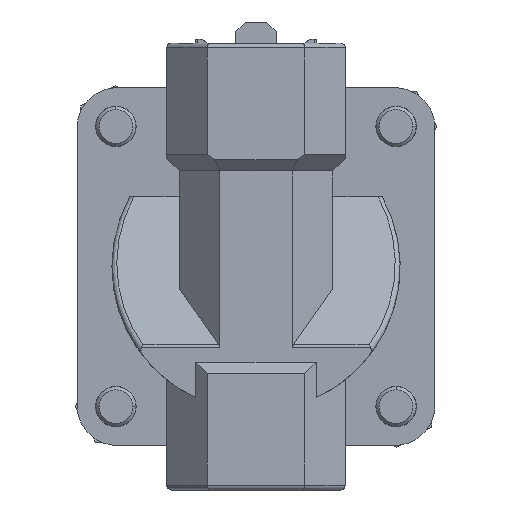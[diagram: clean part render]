
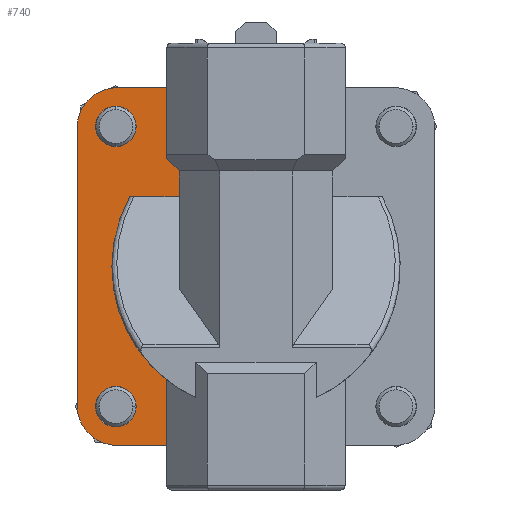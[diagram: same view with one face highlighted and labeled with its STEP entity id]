
A CAD part, front view. The second image highlights one B-rep face of the part: STEP entity #740.
In plain terms, the highlighted planar face has unit normal (0, -1, 0).
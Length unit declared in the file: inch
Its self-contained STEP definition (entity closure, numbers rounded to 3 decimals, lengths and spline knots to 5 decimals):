
#31 = DIRECTION ( 'NONE',  ( -1., 0., 0. ) ) ;
#39 = AXIS2_PLACEMENT_3D ( 'NONE', #3417, #9528, #4286 ) ;
#67 = VERTEX_POINT ( 'NONE', #503 ) ;
#73 = LINE ( 'NONE', #3136, #2391 ) ;
#269 = DIRECTION ( 'NONE',  ( 1., 0., 0. ) ) ;
#301 = AXIS2_PLACEMENT_3D ( 'NONE', #9373, #4121, #10244 ) ;
#414 = EDGE_CURVE ( 'NONE', #4438, #8998, #853, .T. ) ;
#422 = DIRECTION ( 'NONE',  ( -1., 0., 0. ) ) ;
#424 = CIRCLE ( 'NONE', #781, 0.89 ) ;
#428 = EDGE_CURVE ( 'NONE', #5917, #5128, #3438, .T. ) ;
#478 = ORIENTED_EDGE ( 'NONE', *, *, #2124, .T. ) ;
#503 = CARTESIAN_POINT ( 'NONE',  ( -0.855, 0.394, 1.105 ) ) ;
#733 = CARTESIAN_POINT ( 'NONE',  ( -0.475, 0.394, 0.59 ) ) ;
#740 = ADVANCED_FACE ( 'NONE', ( #2757, #11220, #6847 ), #1300, .F. ) ;
#781 = AXIS2_PLACEMENT_3D ( 'NONE', #3231, #9340, #4094 ) ;
#817 = VECTOR ( 'NONE', #6041, 39.37008 ) ;
#844 = DIRECTION ( 'NONE',  ( 0., 1., 0. ) ) ;
#853 = LINE ( 'NONE', #7837, #7279 ) ;
#1099 = ORIENTED_EDGE ( 'NONE', *, *, #1671, .F. ) ;
#1300 = PLANE ( 'NONE',  #6338 ) ;
#1459 = CARTESIAN_POINT ( 'NONE',  ( -0.551, 0.394, 1.38 ) ) ;
#1483 = EDGE_CURVE ( 'NONE', #4438, #5014, #8208, .T. ) ;
#1487 = CARTESIAN_POINT ( 'NONE',  ( -1.105, 0.394, -0.855 ) ) ;
#1632 = ORIENTED_EDGE ( 'NONE', *, *, #9840, .T. ) ;
#1671 = EDGE_CURVE ( 'NONE', #4849, #8998, #424, .T. ) ;
#1724 = EDGE_CURVE ( 'NONE', #5128, #3794, #8601, .T. ) ;
#1743 = ORIENTED_EDGE ( 'NONE', *, *, #7959, .T. ) ;
#1750 = AXIS2_PLACEMENT_3D ( 'NONE', #8834, #3595, #9718 ) ;
#1783 = VERTEX_POINT ( 'NONE', #4203 ) ;
#1856 = CARTESIAN_POINT ( 'NONE',  ( -0.77923, 0.394, 0.43 ) ) ;
#2001 = CARTESIAN_POINT ( 'NONE',  ( -0.855, 0.394, -1.105 ) ) ;
#2124 = EDGE_CURVE ( 'NONE', #1783, #2241, #9418, .T. ) ;
#2159 = CARTESIAN_POINT ( 'NONE',  ( -0.575, 0.394, 0.69 ) ) ;
#2241 = VERTEX_POINT ( 'NONE', #10309 ) ;
#2353 = EDGE_CURVE ( 'NONE', #9010, #11258, #4489, .T. ) ;
#2391 = VECTOR ( 'NONE', #10971, 39.37008 ) ;
#2429 = ORIENTED_EDGE ( 'NONE', *, *, #10326, .T. ) ;
#2464 = EDGE_CURVE ( 'NONE', #3794, #1783, #3143, .T. ) ;
#2567 = ORIENTED_EDGE ( 'NONE', *, *, #8903, .T. ) ;
#2578 = VECTOR ( 'NONE', #269, 39.37008 ) ;
#2667 = CARTESIAN_POINT ( 'NONE',  ( -1.105, 0.394, 0.855 ) ) ;
#2757 = FACE_BOUND ( 'NONE', #9066, .T. ) ;
#3136 = CARTESIAN_POINT ( 'NONE',  ( -1.105, 0.394, 1.105 ) ) ;
#3143 = LINE ( 'NONE', #2159, #817 ) ;
#3171 = ORIENTED_EDGE ( 'NONE', *, *, #428, .T. ) ;
#3175 = VECTOR ( 'NONE', #6991, 39.37008 ) ;
#3218 = DIRECTION ( 'NONE',  ( 0., 0., 1. ) ) ;
#3231 = CARTESIAN_POINT ( 'NONE',  ( 0., 0.394, 0. ) ) ;
#3301 = DIRECTION ( 'NONE',  ( 0., 0., 1. ) ) ;
#3320 = AXIS2_PLACEMENT_3D ( 'NONE', #6072, #844, #6940 ) ;
#3417 = CARTESIAN_POINT ( 'NONE',  ( -0.865, 0.394, 0.865 ) ) ;
#3438 = LINE ( 'NONE', #10462, #3175 ) ;
#3471 = DIRECTION ( 'NONE',  ( 0., 0., 1. ) ) ;
#3496 = CARTESIAN_POINT ( 'NONE',  ( -0.89, 0.394, 0. ) ) ;
#3572 = CARTESIAN_POINT ( 'NONE',  ( -0.551, 0.394, -1.105 ) ) ;
#3595 = DIRECTION ( 'NONE',  ( 0., -1., 0. ) ) ;
#3668 = ORIENTED_EDGE ( 'NONE', *, *, #5281, .F. ) ;
#3757 = CIRCLE ( 'NONE', #8631, 0.125 ) ;
#3794 = VERTEX_POINT ( 'NONE', #733 ) ;
#4017 = EDGE_CURVE ( 'NONE', #67, #2241, #7524, .T. ) ;
#4051 = DIRECTION ( 'NONE',  ( 0., 1., 0. ) ) ;
#4094 = DIRECTION ( 'NONE',  ( 1., 0., 0. ) ) ;
#4121 = DIRECTION ( 'NONE',  ( 0., -1., 0. ) ) ;
#4165 = CARTESIAN_POINT ( 'NONE',  ( -0.551, 0.394, -0.69893 ) ) ;
#4203 = CARTESIAN_POINT ( 'NONE',  ( -0.551, 0.394, 0.666 ) ) ;
#4286 = DIRECTION ( 'NONE',  ( -1., 0., 0. ) ) ;
#4438 = VERTEX_POINT ( 'NONE', #3572 ) ;
#4489 = CIRCLE ( 'NONE', #3320, 0.125 ) ;
#4533 = CIRCLE ( 'NONE', #39, 0.125 ) ;
#4849 = VERTEX_POINT ( 'NONE', #3496 ) ;
#4959 = AXIS2_PLACEMENT_3D ( 'NONE', #5184, #11300, #6079 ) ;
#5014 = VERTEX_POINT ( 'NONE', #2001 ) ;
#5128 = VERTEX_POINT ( 'NONE', #9140 ) ;
#5184 = CARTESIAN_POINT ( 'NONE',  ( -0.855, 0.394, 0.855 ) ) ;
#5281 = EDGE_CURVE ( 'NONE', #5917, #4849, #6673, .T. ) ;
#5295 = CARTESIAN_POINT ( 'NONE',  ( -0.99, 0.394, -0.865 ) ) ;
#5345 = ORIENTED_EDGE ( 'NONE', *, *, #2464, .T. ) ;
#5347 = EDGE_CURVE ( 'NONE', #67, #11254, #9686, .T. ) ;
#5642 = DIRECTION ( 'NONE',  ( 0., 1., 0. ) ) ;
#5649 = CARTESIAN_POINT ( 'NONE',  ( 0., 0.394, 0. ) ) ;
#5882 = VECTOR ( 'NONE', #31, 39.37008 ) ;
#5917 = VERTEX_POINT ( 'NONE', #1856 ) ;
#6041 = DIRECTION ( 'NONE',  ( -0.707, 0., 0.707 ) ) ;
#6072 = CARTESIAN_POINT ( 'NONE',  ( -0.865, 0.394, -0.865 ) ) ;
#6079 = DIRECTION ( 'NONE',  ( -1., 0., 0. ) ) ;
#6286 = VECTOR ( 'NONE', #3301, 39.37008 ) ;
#6338 = AXIS2_PLACEMENT_3D ( 'NONE', #5649, #9999, #7415 ) ;
#6377 = EDGE_LOOP ( 'NONE', ( #1632, #10419 ) ) ;
#6378 = CARTESIAN_POINT ( 'NONE',  ( 1.105, 0.394, 1.105 ) ) ;
#6542 = CARTESIAN_POINT ( 'NONE',  ( -0.74, 0.394, 0.865 ) ) ;
#6673 = CIRCLE ( 'NONE', #301, 0.89 ) ;
#6774 = CARTESIAN_POINT ( 'NONE',  ( -0.475, 0.394, 0.69 ) ) ;
#6847 = FACE_OUTER_BOUND ( 'NONE', #11324, .T. ) ;
#6940 = DIRECTION ( 'NONE',  ( -1., 0., 0. ) ) ;
#6991 = DIRECTION ( 'NONE',  ( 1., 0., 0. ) ) ;
#7010 = CARTESIAN_POINT ( 'NONE',  ( 1.105, 0.394, -1.105 ) ) ;
#7263 = EDGE_CURVE ( 'NONE', #9477, #11254, #73, .T. ) ;
#7279 = VECTOR ( 'NONE', #3471, 39.37008 ) ;
#7415 = DIRECTION ( 'NONE',  ( -1., 0., 0. ) ) ;
#7524 = LINE ( 'NONE', #6378, #2578 ) ;
#7597 = CIRCLE ( 'NONE', #1750, 0.25 ) ;
#7837 = CARTESIAN_POINT ( 'NONE',  ( -0.551, 0.394, 1.38 ) ) ;
#7917 = ORIENTED_EDGE ( 'NONE', *, *, #1483, .F. ) ;
#7959 = EDGE_CURVE ( 'NONE', #9300, #8839, #4533, .T. ) ;
#8208 = LINE ( 'NONE', #7010, #5882 ) ;
#8515 = CIRCLE ( 'NONE', #11255, 0.125 ) ;
#8564 = CARTESIAN_POINT ( 'NONE',  ( -0.74, 0.394, -0.865 ) ) ;
#8601 = LINE ( 'NONE', #6774, #6286 ) ;
#8631 = AXIS2_PLACEMENT_3D ( 'NONE', #10881, #5642, #422 ) ;
#8720 = ORIENTED_EDGE ( 'NONE', *, *, #414, .T. ) ;
#8800 = ORIENTED_EDGE ( 'NONE', *, *, #5347, .T. ) ;
#8834 = CARTESIAN_POINT ( 'NONE',  ( -0.855, 0.394, -0.855 ) ) ;
#8839 = VERTEX_POINT ( 'NONE', #6542 ) ;
#8903 = EDGE_CURVE ( 'NONE', #8839, #9300, #8515, .T. ) ;
#8998 = VERTEX_POINT ( 'NONE', #4165 ) ;
#9010 = VERTEX_POINT ( 'NONE', #8564 ) ;
#9066 = EDGE_LOOP ( 'NONE', ( #1743, #2567 ) ) ;
#9140 = CARTESIAN_POINT ( 'NONE',  ( -0.475, 0.394, 0.43 ) ) ;
#9298 = CARTESIAN_POINT ( 'NONE',  ( -0.865, 0.394, 0.865 ) ) ;
#9300 = VERTEX_POINT ( 'NONE', #9966 ) ;
#9340 = DIRECTION ( 'NONE',  ( 0., -1., 0. ) ) ;
#9373 = CARTESIAN_POINT ( 'NONE',  ( 0., 0.394, 0. ) ) ;
#9418 = LINE ( 'NONE', #1459, #10638 ) ;
#9477 = VERTEX_POINT ( 'NONE', #1487 ) ;
#9528 = DIRECTION ( 'NONE',  ( 0., 1., 0. ) ) ;
#9686 = CIRCLE ( 'NONE', #4959, 0.25 ) ;
#9718 = DIRECTION ( 'NONE',  ( -1., 0., 0. ) ) ;
#9840 = EDGE_CURVE ( 'NONE', #11258, #9010, #3757, .T. ) ;
#9966 = CARTESIAN_POINT ( 'NONE',  ( -0.99, 0.394, 0.865 ) ) ;
#9999 = DIRECTION ( 'NONE',  ( 0., 1., 0. ) ) ;
#10064 = ORIENTED_EDGE ( 'NONE', *, *, #4017, .F. ) ;
#10173 = DIRECTION ( 'NONE',  ( -1., 0., 0. ) ) ;
#10244 = DIRECTION ( 'NONE',  ( 1., 0., 0. ) ) ;
#10309 = CARTESIAN_POINT ( 'NONE',  ( -0.551, 0.394, 1.105 ) ) ;
#10326 = EDGE_CURVE ( 'NONE', #9477, #5014, #7597, .T. ) ;
#10419 = ORIENTED_EDGE ( 'NONE', *, *, #2353, .T. ) ;
#10461 = ORIENTED_EDGE ( 'NONE', *, *, #7263, .F. ) ;
#10462 = CARTESIAN_POINT ( 'NONE',  ( 0., 0.394, 0.43 ) ) ;
#10638 = VECTOR ( 'NONE', #3218, 39.37008 ) ;
#10722 = ORIENTED_EDGE ( 'NONE', *, *, #1724, .T. ) ;
#10881 = CARTESIAN_POINT ( 'NONE',  ( -0.865, 0.394, -0.865 ) ) ;
#10971 = DIRECTION ( 'NONE',  ( 0., 0., 1. ) ) ;
#11220 = FACE_BOUND ( 'NONE', #6377, .T. ) ;
#11254 = VERTEX_POINT ( 'NONE', #2667 ) ;
#11255 = AXIS2_PLACEMENT_3D ( 'NONE', #9298, #4051, #10173 ) ;
#11258 = VERTEX_POINT ( 'NONE', #5295 ) ;
#11300 = DIRECTION ( 'NONE',  ( 0., -1., 0. ) ) ;
#11324 = EDGE_LOOP ( 'NONE', ( #3668, #3171, #10722, #5345, #478, #10064, #8800, #10461, #2429, #7917, #8720, #1099 ) ) ;
